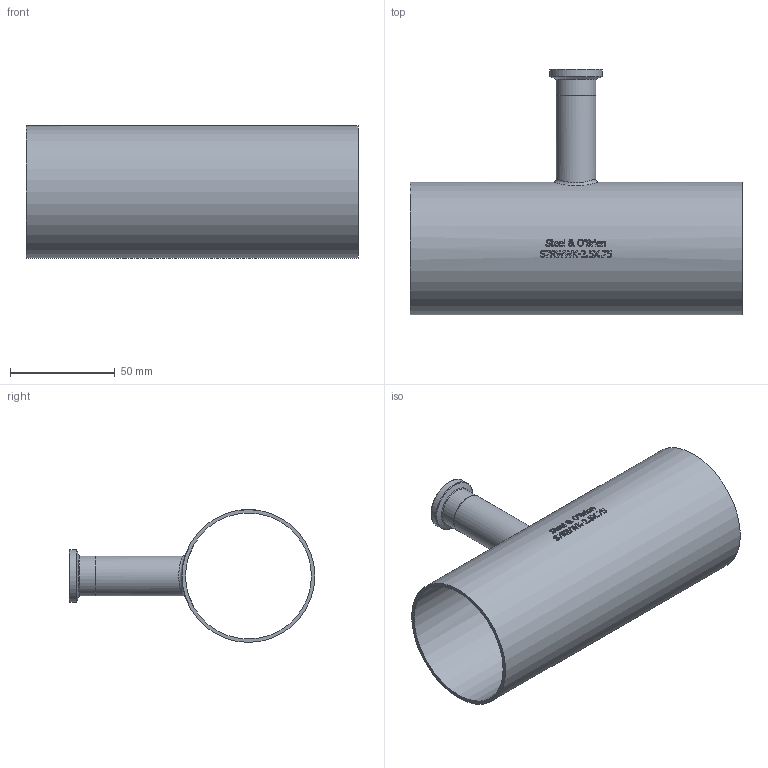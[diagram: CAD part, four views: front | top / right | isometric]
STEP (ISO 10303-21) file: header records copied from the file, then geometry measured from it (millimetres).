
FILE_DESCRIPTION(/* description */ (''),/* implementation_level */ '2;1');
FILE_NAME(/* name */ 'S7RWWK-2.5X.75.stp',/* time_stamp */ '2018-11-29T09:20:42-05:00',/* author */ ('ken'),/* organization */ (''),/* preprocessor_version */ 'ST-DEVELOPER v15.2',/* originating_system */ 'Autodesk Inventor 2014',/* authorisation */ '');
FILE_SCHEMA (('AUTOMOTIVE_DESIGN { 1 0 10303 214 3 1 1 }'));
Length unit declared in the file: inch
Products named in the file (1): S7RWWK-2.5X.75
Bounding box: 158.75 x 117.47 x 63.5 mm (x, y, z)
Volume: 56115.4 mm3; surface area: 68556.5 mm2
Topology: 1 solids, 1 shells, 430 faces, 1156 edges, 768 vertices
Faces by surface type: plane 197, bspline 180, cylinder 45, torus 6, cone 2
Full cylindrical faces by diameter (mm): 15.748 x2, 19.05 x2, 21.895 x1, 24.994 x1, 60.198 x1, 63.5 x1
Entity records: 16831 total; most frequent: CARTESIAN_POINT 7055, ORIENTED_EDGE 2270, DIRECTION 1508, EDGE_CURVE 1135, VERTEX_POINT 764, LINE 542, VECTOR 542, EDGE_LOOP 491
